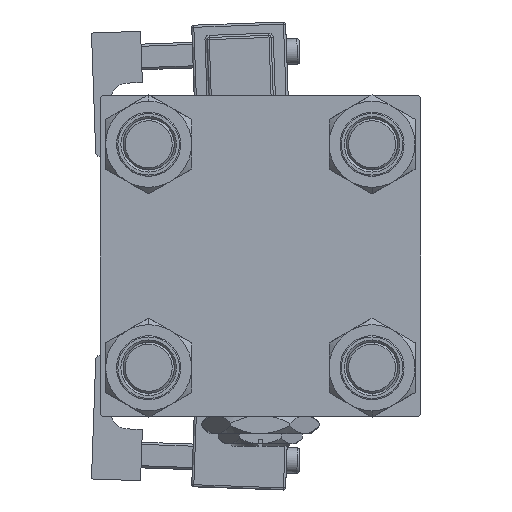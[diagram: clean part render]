
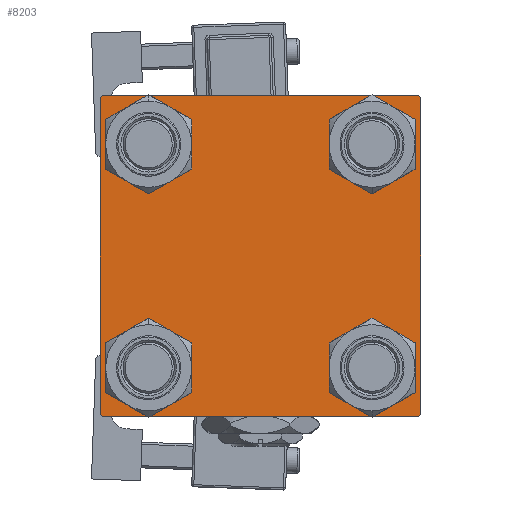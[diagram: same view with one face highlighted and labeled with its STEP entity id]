
A CAD part, left-side view. The second image highlights one B-rep face of the part: STEP entity #8203.
In plain terms, the highlighted planar face has unit normal (-1, 0, 0).
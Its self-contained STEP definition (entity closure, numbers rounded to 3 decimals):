
#194 = DIRECTION ( 'NONE',  ( 0., 0., 1. ) ) ;
#900 = CARTESIAN_POINT ( 'NONE',  ( 0., -26.15, -26.15 ) ) ;
#1070 = VERTEX_POINT ( 'NONE', #53092 ) ;
#1182 = CARTESIAN_POINT ( 'NONE',  ( 0., -26.15, 32.65 ) ) ;
#2098 = CARTESIAN_POINT ( 'NONE',  ( 0., 26.15, 19.65 ) ) ;
#2346 = EDGE_LOOP ( 'NONE', ( #47144, #38152, #6461, #20794, #26272, #15572, #26684, #41789 ) ) ;
#2734 = VERTEX_POINT ( 'NONE', #29378 ) ;
#2906 = ORIENTED_EDGE ( 'NONE', *, *, #25708, .T. ) ;
#3085 = VERTEX_POINT ( 'NONE', #55211 ) ;
#3091 = CARTESIAN_POINT ( 'NONE',  ( 0., 26.15, -26.15 ) ) ;
#3484 = EDGE_CURVE ( 'NONE', #15552, #39246, #38739, .T. ) ;
#3584 = CIRCLE ( 'NONE', #54354, 6.5 ) ;
#4566 = EDGE_CURVE ( 'NONE', #19407, #17325, #54199, .T. ) ;
#4681 = AXIS2_PLACEMENT_3D ( 'NONE', #28616, #42263, #45983 ) ;
#6116 = CARTESIAN_POINT ( 'NONE',  ( 0., 37., -37.5 ) ) ;
#6301 = EDGE_LOOP ( 'NONE', ( #44874, #17663 ) ) ;
#6461 = ORIENTED_EDGE ( 'NONE', *, *, #12489, .T. ) ;
#6616 = CARTESIAN_POINT ( 'NONE',  ( 0., -26.15, -19.65 ) ) ;
#7045 = CIRCLE ( 'NONE', #47062, 6.5 ) ;
#7164 = VECTOR ( 'NONE', #45612, 1000. ) ;
#7215 = CARTESIAN_POINT ( 'NONE',  ( 0., 0., 0. ) ) ;
#7225 = EDGE_CURVE ( 'NONE', #47260, #20322, #35140, .T. ) ;
#8203 = ADVANCED_FACE ( 'NONE', ( #16881, #28848, #46213, #47046, #55024 ), #55292, .T. ) ;
#8648 = CARTESIAN_POINT ( 'NONE',  ( 0., 26.15, -26.15 ) ) ;
#8742 = VECTOR ( 'NONE', #35422, 1000. ) ;
#9046 = EDGE_LOOP ( 'NONE', ( #54820, #12003 ) ) ;
#9359 = EDGE_CURVE ( 'NONE', #51818, #40807, #7045, .T. ) ;
#9387 = EDGE_LOOP ( 'NONE', ( #46911, #2906 ) ) ;
#10540 = CARTESIAN_POINT ( 'NONE',  ( 0., -37.5, 37. ) ) ;
#10584 = CARTESIAN_POINT ( 'NONE',  ( 0., 26.15, 26.15 ) ) ;
#11817 = CARTESIAN_POINT ( 'NONE',  ( 0., 37.5, 37.5 ) ) ;
#12003 = ORIENTED_EDGE ( 'NONE', *, *, #3484, .T. ) ;
#12391 = EDGE_CURVE ( 'NONE', #1070, #46140, #25354, .T. ) ;
#12489 = EDGE_CURVE ( 'NONE', #26535, #47260, #27392, .T. ) ;
#12605 = EDGE_CURVE ( 'NONE', #3085, #24102, #20282, .T. ) ;
#12823 = AXIS2_PLACEMENT_3D ( 'NONE', #47719, #26078, #194 ) ;
#13335 = LINE ( 'NONE', #42924, #40272 ) ;
#13693 = DIRECTION ( 'NONE',  ( 0., 0., 1. ) ) ;
#15061 = VERTEX_POINT ( 'NONE', #15335 ) ;
#15335 = CARTESIAN_POINT ( 'NONE',  ( 0., 37., 37.5 ) ) ;
#15552 = VERTEX_POINT ( 'NONE', #15986 ) ;
#15572 = ORIENTED_EDGE ( 'NONE', *, *, #34307, .T. ) ;
#15986 = CARTESIAN_POINT ( 'NONE',  ( 0., -26.15, 19.65 ) ) ;
#16607 = VECTOR ( 'NONE', #43028, 1000. ) ;
#16779 = EDGE_CURVE ( 'NONE', #39246, #15552, #40067, .T. ) ;
#16860 = LINE ( 'NONE', #51576, #16607 ) ;
#16881 = FACE_BOUND ( 'NONE', #9046, .T. ) ;
#17325 = VERTEX_POINT ( 'NONE', #29864 ) ;
#17663 = ORIENTED_EDGE ( 'NONE', *, *, #17975, .T. ) ;
#17975 = EDGE_CURVE ( 'NONE', #40807, #51818, #40109, .T. ) ;
#18312 = DIRECTION ( 'NONE',  ( 0., 0., 1. ) ) ;
#19110 = DIRECTION ( 'NONE',  ( 0., 0., 1. ) ) ;
#19407 = VERTEX_POINT ( 'NONE', #6616 ) ;
#19602 = DIRECTION ( 'NONE',  ( 0., 0.707, 0.707 ) ) ;
#19999 = CARTESIAN_POINT ( 'NONE',  ( 0., 37.5, 37.5 ) ) ;
#20282 = LINE ( 'NONE', #19999, #43513 ) ;
#20313 = DIRECTION ( 'NONE',  ( -1., 0., 0. ) ) ;
#20322 = VERTEX_POINT ( 'NONE', #21397 ) ;
#20449 = DIRECTION ( 'NONE',  ( 0., 0., 1. ) ) ;
#20495 = LINE ( 'NONE', #42395, #51497 ) ;
#20794 = ORIENTED_EDGE ( 'NONE', *, *, #7225, .T. ) ;
#20931 = EDGE_LOOP ( 'NONE', ( #35782, #38095 ) ) ;
#21397 = CARTESIAN_POINT ( 'NONE',  ( 0., -37.5, -37. ) ) ;
#22438 = AXIS2_PLACEMENT_3D ( 'NONE', #7215, #20313, #24576 ) ;
#23292 = LINE ( 'NONE', #27838, #51992 ) ;
#23368 = EDGE_CURVE ( 'NONE', #15061, #2734, #50803, .T. ) ;
#23573 = DIRECTION ( 'NONE',  ( 1., 0., 0. ) ) ;
#23685 = CARTESIAN_POINT ( 'NONE',  ( 0., 37.5, -37.5 ) ) ;
#24102 = VERTEX_POINT ( 'NONE', #50672 ) ;
#24543 = DIRECTION ( 'NONE',  ( 0., 0., -1. ) ) ;
#24576 = DIRECTION ( 'NONE',  ( 0., 0., 1. ) ) ;
#25316 = DIRECTION ( 'NONE',  ( 0., 0.707, -0.707 ) ) ;
#25354 = CIRCLE ( 'NONE', #33508, 6.5 ) ;
#25708 = EDGE_CURVE ( 'NONE', #17325, #19407, #3584, .T. ) ;
#25928 = DIRECTION ( 'NONE',  ( 1., 0., 0. ) ) ;
#26078 = DIRECTION ( 'NONE',  ( 1., 0., 0. ) ) ;
#26272 = ORIENTED_EDGE ( 'NONE', *, *, #39192, .F. ) ;
#26535 = VERTEX_POINT ( 'NONE', #6116 ) ;
#26684 = ORIENTED_EDGE ( 'NONE', *, *, #23368, .F. ) ;
#27392 = LINE ( 'NONE', #23685, #7164 ) ;
#27838 = CARTESIAN_POINT ( 'NONE',  ( 0., -37.25, 37.25 ) ) ;
#28616 = CARTESIAN_POINT ( 'NONE',  ( 0., 26.15, 26.15 ) ) ;
#28848 = FACE_BOUND ( 'NONE', #9387, .T. ) ;
#29378 = CARTESIAN_POINT ( 'NONE',  ( 0., -37., 37.5 ) ) ;
#29864 = CARTESIAN_POINT ( 'NONE',  ( 0., -26.15, -32.65 ) ) ;
#30606 = AXIS2_PLACEMENT_3D ( 'NONE', #900, #48706, #37002 ) ;
#33508 = AXIS2_PLACEMENT_3D ( 'NONE', #8648, #48485, #18312 ) ;
#33819 = DIRECTION ( 'NONE',  ( 0., -0.707, -0.707 ) ) ;
#34307 = EDGE_CURVE ( 'NONE', #52110, #2734, #23292, .T. ) ;
#35140 = LINE ( 'NONE', #39696, #8742 ) ;
#35422 = DIRECTION ( 'NONE',  ( 0., -0.707, 0.707 ) ) ;
#35782 = ORIENTED_EDGE ( 'NONE', *, *, #12391, .T. ) ;
#36940 = CARTESIAN_POINT ( 'NONE',  ( 0., -26.15, 26.15 ) ) ;
#37002 = DIRECTION ( 'NONE',  ( 0., 0., 1. ) ) ;
#37066 = CARTESIAN_POINT ( 'NONE',  ( 0., 26.15, 32.65 ) ) ;
#38095 = ORIENTED_EDGE ( 'NONE', *, *, #41069, .T. ) ;
#38152 = ORIENTED_EDGE ( 'NONE', *, *, #54396, .T. ) ;
#38739 = CIRCLE ( 'NONE', #52347, 6.5 ) ;
#39192 = EDGE_CURVE ( 'NONE', #52110, #20322, #16860, .T. ) ;
#39246 = VERTEX_POINT ( 'NONE', #1182 ) ;
#39696 = CARTESIAN_POINT ( 'NONE',  ( 0., -37.25, -37.25 ) ) ;
#40067 = CIRCLE ( 'NONE', #12823, 6.5 ) ;
#40109 = CIRCLE ( 'NONE', #4681, 6.5 ) ;
#40272 = VECTOR ( 'NONE', #33819, 1000. ) ;
#40807 = VERTEX_POINT ( 'NONE', #2098 ) ;
#41069 = EDGE_CURVE ( 'NONE', #46140, #1070, #52114, .T. ) ;
#41421 = DIRECTION ( 'NONE',  ( 0., -1., 0. ) ) ;
#41789 = ORIENTED_EDGE ( 'NONE', *, *, #47412, .T. ) ;
#42263 = DIRECTION ( 'NONE',  ( 1., 0., 0. ) ) ;
#42395 = CARTESIAN_POINT ( 'NONE',  ( 0., 37.25, 37.25 ) ) ;
#42924 = CARTESIAN_POINT ( 'NONE',  ( 0., 37.25, -37.25 ) ) ;
#43028 = DIRECTION ( 'NONE',  ( 0., 0., -1. ) ) ;
#43513 = VECTOR ( 'NONE', #24543, 1000. ) ;
#43829 = VECTOR ( 'NONE', #41421, 1000. ) ;
#43846 = CARTESIAN_POINT ( 'NONE',  ( 0., -26.15, -26.15 ) ) ;
#44577 = CARTESIAN_POINT ( 'NONE',  ( 0., 26.15, -32.65 ) ) ;
#44703 = CARTESIAN_POINT ( 'NONE',  ( 0., -37., -37.5 ) ) ;
#44874 = ORIENTED_EDGE ( 'NONE', *, *, #9359, .T. ) ;
#45482 = DIRECTION ( 'NONE',  ( 1., 0., 0. ) ) ;
#45612 = DIRECTION ( 'NONE',  ( 0., -1., 0. ) ) ;
#45983 = DIRECTION ( 'NONE',  ( 0., 0., 1. ) ) ;
#46140 = VERTEX_POINT ( 'NONE', #44577 ) ;
#46213 = FACE_BOUND ( 'NONE', #20931, .T. ) ;
#46670 = AXIS2_PLACEMENT_3D ( 'NONE', #3091, #23573, #20449 ) ;
#46911 = ORIENTED_EDGE ( 'NONE', *, *, #4566, .T. ) ;
#47046 = FACE_BOUND ( 'NONE', #6301, .T. ) ;
#47062 = AXIS2_PLACEMENT_3D ( 'NONE', #10584, #49289, #19110 ) ;
#47144 = ORIENTED_EDGE ( 'NONE', *, *, #12605, .T. ) ;
#47260 = VERTEX_POINT ( 'NONE', #44703 ) ;
#47412 = EDGE_CURVE ( 'NONE', #15061, #3085, #20495, .T. ) ;
#47719 = CARTESIAN_POINT ( 'NONE',  ( 0., -26.15, 26.15 ) ) ;
#48485 = DIRECTION ( 'NONE',  ( 1., 0., 0. ) ) ;
#48706 = DIRECTION ( 'NONE',  ( 1., 0., 0. ) ) ;
#49289 = DIRECTION ( 'NONE',  ( 1., 0., 0. ) ) ;
#50672 = CARTESIAN_POINT ( 'NONE',  ( 0., 37.5, -37. ) ) ;
#50803 = LINE ( 'NONE', #11817, #43829 ) ;
#51497 = VECTOR ( 'NONE', #25316, 1000. ) ;
#51576 = CARTESIAN_POINT ( 'NONE',  ( 0., -37.5, 37.5 ) ) ;
#51818 = VERTEX_POINT ( 'NONE', #37066 ) ;
#51992 = VECTOR ( 'NONE', #19602, 1000. ) ;
#52110 = VERTEX_POINT ( 'NONE', #10540 ) ;
#52114 = CIRCLE ( 'NONE', #46670, 6.5 ) ;
#52347 = AXIS2_PLACEMENT_3D ( 'NONE', #36940, #45482, #54580 ) ;
#53092 = CARTESIAN_POINT ( 'NONE',  ( 0., 26.15, -19.65 ) ) ;
#54199 = CIRCLE ( 'NONE', #30606, 6.5 ) ;
#54354 = AXIS2_PLACEMENT_3D ( 'NONE', #43846, #25928, #13693 ) ;
#54396 = EDGE_CURVE ( 'NONE', #24102, #26535, #13335, .T. ) ;
#54580 = DIRECTION ( 'NONE',  ( 0., 0., 1. ) ) ;
#54820 = ORIENTED_EDGE ( 'NONE', *, *, #16779, .T. ) ;
#55024 = FACE_OUTER_BOUND ( 'NONE', #2346, .T. ) ;
#55211 = CARTESIAN_POINT ( 'NONE',  ( 0., 37.5, 37. ) ) ;
#55292 = PLANE ( 'NONE',  #22438 ) ;
